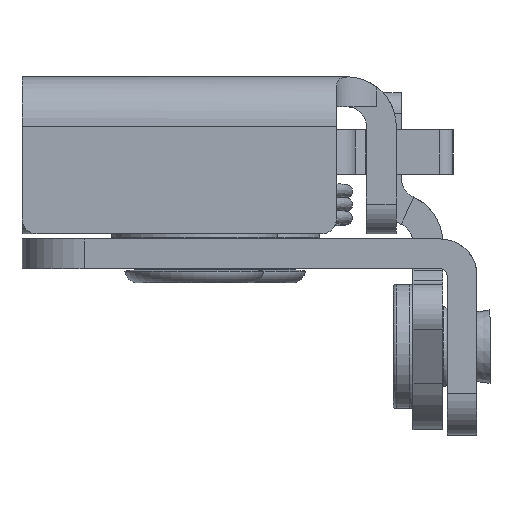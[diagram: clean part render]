
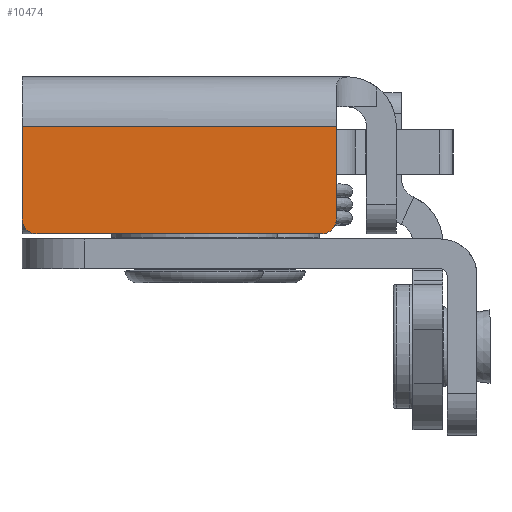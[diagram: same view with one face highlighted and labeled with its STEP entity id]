
A CAD part, left-side view. The second image highlights one B-rep face of the part: STEP entity #10474.
In plain terms, the highlighted planar face has unit normal (-1, 0, 0).
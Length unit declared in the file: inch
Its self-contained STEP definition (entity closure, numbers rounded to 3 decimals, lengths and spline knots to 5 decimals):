
#520=PLANE('',#11360);
#932=FACE_OUTER_BOUND('',#1558,.T.);
#1558=EDGE_LOOP('',(#7838,#7839,#7840,#7841,#7842,#7843));
#2381=LINE('',#15875,#3428);
#2384=LINE('',#15881,#3431);
#2385=LINE('',#15883,#3432);
#2386=LINE('',#15885,#3433);
#3428=VECTOR('',#12765,0.3937);
#3431=VECTOR('',#12770,0.3937);
#3432=VECTOR('',#12771,0.3937);
#3433=VECTOR('',#12772,0.3937);
#4305=CIRCLE('',#11357,0.045);
#4307=CIRCLE('',#11361,0.045);
#4889=VERTEX_POINT('',#15865);
#4890=VERTEX_POINT('',#15866);
#4893=VERTEX_POINT('',#15874);
#4895=VERTEX_POINT('',#15880);
#4896=VERTEX_POINT('',#15882);
#4897=VERTEX_POINT('',#15884);
#6018=EDGE_CURVE('',#4889,#4890,#4305,.T.);
#6022=EDGE_CURVE('',#4890,#4893,#2381,.T.);
#6025=EDGE_CURVE('',#4895,#4889,#2384,.T.);
#6026=EDGE_CURVE('',#4896,#4895,#2385,.T.);
#6027=EDGE_CURVE('',#4896,#4897,#2386,.T.);
#6028=EDGE_CURVE('',#4893,#4897,#4307,.T.);
#7838=ORIENTED_EDGE('',*,*,#6018,.F.);
#7839=ORIENTED_EDGE('',*,*,#6025,.F.);
#7840=ORIENTED_EDGE('',*,*,#6026,.F.);
#7841=ORIENTED_EDGE('',*,*,#6027,.T.);
#7842=ORIENTED_EDGE('',*,*,#6028,.F.);
#7843=ORIENTED_EDGE('',*,*,#6022,.F.);
#10474=ADVANCED_FACE('',(#932),#520,.T.);
#11357=AXIS2_PLACEMENT_3D('',#15867,#12757,#12758);
#11360=AXIS2_PLACEMENT_3D('',#15879,#12768,#12769);
#11361=AXIS2_PLACEMENT_3D('',#15886,#12773,#12774);
#12757=DIRECTION('center_axis',(1.,0.,0.));
#12758=DIRECTION('ref_axis',(0.,-0.707,-0.707));
#12765=DIRECTION('',(0.,1.,0.));
#12768=DIRECTION('center_axis',(-1.,0.,0.));
#12769=DIRECTION('ref_axis',(0.,0.,1.));
#12770=DIRECTION('',(0.,0.,-1.));
#12771=DIRECTION('',(0.,-1.,0.));
#12772=DIRECTION('',(0.,0.,-1.));
#12773=DIRECTION('center_axis',(1.,0.,0.));
#12774=DIRECTION('ref_axis',(0.,0.707,-0.707));
#15865=CARTESIAN_POINT('',(-1.202,-0.4273,-0.4272));
#15866=CARTESIAN_POINT('',(-1.202,-0.3823,-0.4722));
#15867=CARTESIAN_POINT('Origin',(-1.202,-0.3823,-0.4272));
#15874=CARTESIAN_POINT('',(-1.202,0.4727,-0.4722));
#15875=CARTESIAN_POINT('',(-1.202,-0.46668,-0.4722));
#15879=CARTESIAN_POINT('Origin',(-1.202,0.5177,0.));
#15880=CARTESIAN_POINT('',(-1.202,-0.4273,-0.1497));
#15881=CARTESIAN_POINT('',(-1.202,-0.4273,0.));
#15882=CARTESIAN_POINT('',(-1.202,0.5177,-0.1497));
#15883=CARTESIAN_POINT('',(-1.202,0.22462,-0.1497));
#15884=CARTESIAN_POINT('',(-1.202,0.5177,-0.4272));
#15885=CARTESIAN_POINT('',(-1.202,0.5177,0.));
#15886=CARTESIAN_POINT('Origin',(-1.202,0.4727,-0.4272));
